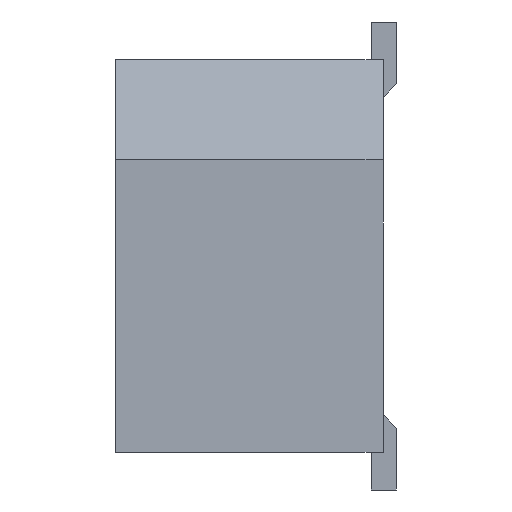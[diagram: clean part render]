
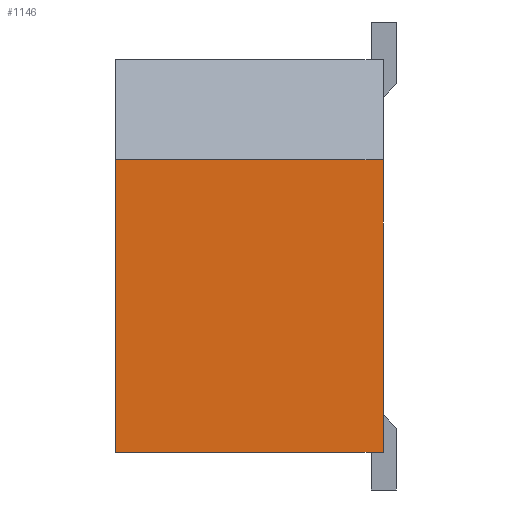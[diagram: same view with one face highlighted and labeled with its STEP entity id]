
A CAD part, left-side view. The second image highlights one B-rep face of the part: STEP entity #1146.
In plain terms, the highlighted planar face has unit normal (-1, 0, 0).
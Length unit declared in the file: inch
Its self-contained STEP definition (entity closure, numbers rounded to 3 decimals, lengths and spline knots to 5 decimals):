
#1146 = ADVANCED_FACE( '', ( #3285 ), #3286, .F. );
#3285 = FACE_OUTER_BOUND( '', #6426, .T. );
#3286 = PLANE( '', #6427 );
#6426 = EDGE_LOOP( '', ( #9665, #9666, #9667, #9668 ) );
#6427 = AXIS2_PLACEMENT_3D( '', #9669, #9670, #9671 );
#9665 = ORIENTED_EDGE( '', *, *, #19879, .T. );
#9666 = ORIENTED_EDGE( '', *, *, #19880, .F. );
#9667 = ORIENTED_EDGE( '', *, *, #19881, .F. );
#9668 = ORIENTED_EDGE( '', *, *, #19882, .T. );
#9669 = CARTESIAN_POINT( '', ( -0.39375, 0.168, -0.1175 ) );
#9670 = DIRECTION( '', ( 1., 0., 0. ) );
#9671 = DIRECTION( '', ( 0., 0., -1. ) );
#19879 = EDGE_CURVE( '', #24063, #24064, #24065, .T. );
#19880 = EDGE_CURVE( '', #24066, #24064, #24067, .T. );
#19881 = EDGE_CURVE( '', #24068, #24066, #24069, .T. );
#19882 = EDGE_CURVE( '', #24068, #24063, #24070, .T. );
#24063 = VERTEX_POINT( '', #30203 );
#24064 = VERTEX_POINT( '', #30204 );
#24065 = LINE( '', #30205, #30206 );
#24066 = VERTEX_POINT( '', #30207 );
#24067 = LINE( '', #30208, #30209 );
#24068 = VERTEX_POINT( '', #30210 );
#24069 = LINE( '', #30211, #30212 );
#24070 = LINE( '', #30213, #30214 );
#30203 = CARTESIAN_POINT( '', ( -0.39375, 0.008, -0.1175 ) );
#30204 = CARTESIAN_POINT( '', ( -0.39375, 0.008, 0.0575 ) );
#30205 = CARTESIAN_POINT( '', ( -0.39375, 0.008, -0.1175 ) );
#30206 = VECTOR( '', #39101, 39.37008 );
#30207 = CARTESIAN_POINT( '', ( -0.39375, 0.168, 0.0575 ) );
#30208 = CARTESIAN_POINT( '', ( -0.39375, 0.168, 0.0575 ) );
#30209 = VECTOR( '', #39102, 39.37008 );
#30210 = CARTESIAN_POINT( '', ( -0.39375, 0.168, -0.1175 ) );
#30211 = CARTESIAN_POINT( '', ( -0.39375, 0.168, -0.1175 ) );
#30212 = VECTOR( '', #39103, 39.37008 );
#30213 = CARTESIAN_POINT( '', ( -0.39375, 0.168, -0.1175 ) );
#30214 = VECTOR( '', #39104, 39.37008 );
#39101 = DIRECTION( '', ( 0., 0., 1. ) );
#39102 = DIRECTION( '', ( 0., -1., 0. ) );
#39103 = DIRECTION( '', ( 0., 0., 1. ) );
#39104 = DIRECTION( '', ( 0., -1., 0. ) );
